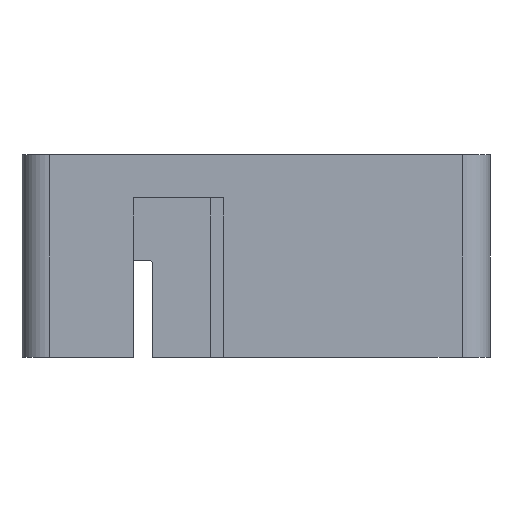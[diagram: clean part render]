
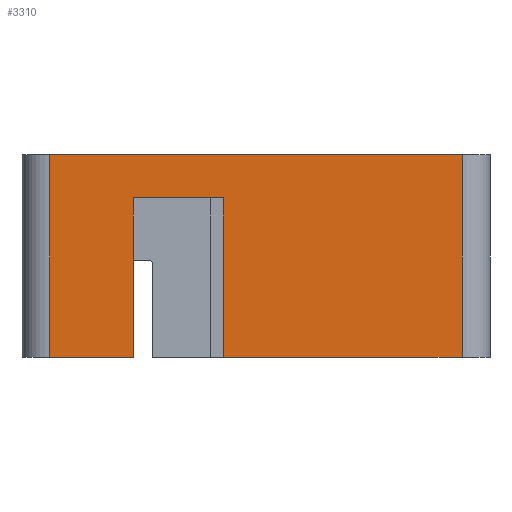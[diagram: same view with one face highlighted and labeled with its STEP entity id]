
A CAD part, front view. The second image highlights one B-rep face of the part: STEP entity #3310.
In plain terms, the highlighted face is planar.
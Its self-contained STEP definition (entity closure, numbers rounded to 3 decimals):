
#336=PLANE('',#3440);
#499=FACE_OUTER_BOUND('',#697,.T.);
#697=EDGE_LOOP('',(#2855,#2856,#2857,#2858,#2859,#2860,#2861,#2862));
#928=LINE('',#6112,#1180);
#932=LINE('',#6127,#1184);
#933=LINE('',#6130,#1185);
#934=LINE('',#6132,#1186);
#935=LINE('',#6134,#1187);
#936=LINE('',#6136,#1188);
#937=LINE('',#6138,#1189);
#938=LINE('',#6139,#1190);
#1180=VECTOR('',#3813,10.);
#1184=VECTOR('',#3827,10.);
#1185=VECTOR('',#3830,10.);
#1186=VECTOR('',#3831,10.);
#1187=VECTOR('',#3832,10.);
#1188=VECTOR('',#3833,10.);
#1189=VECTOR('',#3834,10.);
#1190=VECTOR('',#3835,10.);
#1590=VERTEX_POINT('',#6098);
#1596=VERTEX_POINT('',#6110);
#1601=VERTEX_POINT('',#6123);
#1603=VERTEX_POINT('',#6129);
#1604=VERTEX_POINT('',#6131);
#1605=VERTEX_POINT('',#6133);
#1606=VERTEX_POINT('',#6135);
#1607=VERTEX_POINT('',#6137);
#2039=EDGE_CURVE('',#1596,#1590,#928,.F.);
#2046=EDGE_CURVE('',#1590,#1601,#932,.T.);
#2047=EDGE_CURVE('',#1603,#1596,#933,.T.);
#2048=EDGE_CURVE('',#1604,#1603,#934,.F.);
#2049=EDGE_CURVE('',#1604,#1605,#935,.T.);
#2050=EDGE_CURVE('',#1605,#1606,#936,.F.);
#2051=EDGE_CURVE('',#1606,#1607,#937,.F.);
#2052=EDGE_CURVE('',#1601,#1607,#938,.F.);
#2855=ORIENTED_EDGE('',*,*,#2046,.F.);
#2856=ORIENTED_EDGE('',*,*,#2039,.F.);
#2857=ORIENTED_EDGE('',*,*,#2047,.F.);
#2858=ORIENTED_EDGE('',*,*,#2048,.F.);
#2859=ORIENTED_EDGE('',*,*,#2049,.T.);
#2860=ORIENTED_EDGE('',*,*,#2050,.T.);
#2861=ORIENTED_EDGE('',*,*,#2051,.T.);
#2862=ORIENTED_EDGE('',*,*,#2052,.F.);
#3310=ADVANCED_FACE('',(#499),#336,.T.);
#3440=AXIS2_PLACEMENT_3D('',#6128,#3828,#3829);
#3813=DIRECTION('',(0.,-1.,0.));
#3827=DIRECTION('',(0.,0.,-1.));
#3828=DIRECTION('center_axis',(1.,0.,0.));
#3829=DIRECTION('ref_axis',(0.,0.,-1.));
#3830=DIRECTION('',(0.,0.,1.));
#3831=DIRECTION('',(0.,1.,0.));
#3832=DIRECTION('',(0.,0.,1.));
#3833=DIRECTION('',(0.,-1.,0.));
#3834=DIRECTION('',(0.,0.,1.));
#3835=DIRECTION('',(0.,1.,0.));
#6098=CARTESIAN_POINT('',(81.25,60.5,4.5));
#6110=CARTESIAN_POINT('',(81.25,1.5,4.5));
#6112=CARTESIAN_POINT('',(81.25,26.116,4.5));
#6123=CARTESIAN_POINT('',(81.25,60.5,-24.5));
#6127=CARTESIAN_POINT('',(81.25,60.5,2.5));
#6128=CARTESIAN_POINT('Origin',(81.25,21.231,0.5));
#6129=CARTESIAN_POINT('',(81.25,1.5,-24.5));
#6130=CARTESIAN_POINT('',(81.25,1.5,2.5));
#6131=CARTESIAN_POINT('',(81.25,13.447,-24.5));
#6132=CARTESIAN_POINT('',(81.25,26.116,-24.5));
#6133=CARTESIAN_POINT('',(81.25,13.447,-1.691));
#6134=CARTESIAN_POINT('',(81.25,13.447,-7.19));
#6135=CARTESIAN_POINT('',(81.25,26.34,-1.691));
#6136=CARTESIAN_POINT('',(81.25,23.786,-1.691));
#6137=CARTESIAN_POINT('',(81.25,26.34,-24.5));
#6138=CARTESIAN_POINT('',(81.25,26.34,-7.19));
#6139=CARTESIAN_POINT('',(81.25,26.116,-24.5));
